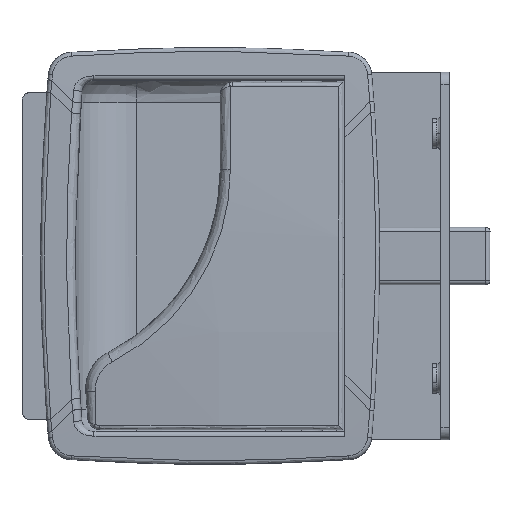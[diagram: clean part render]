
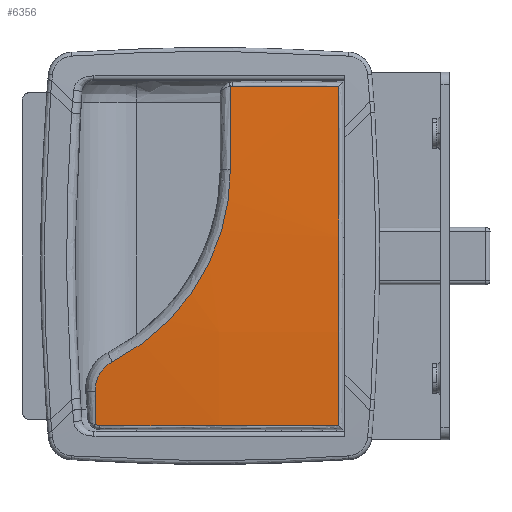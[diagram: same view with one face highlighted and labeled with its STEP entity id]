
A CAD part, front view. The second image highlights one B-rep face of the part: STEP entity #6356.
In plain terms, the highlighted free-form (B-spline) face has degree [2, 2] with [4, 4] control points.
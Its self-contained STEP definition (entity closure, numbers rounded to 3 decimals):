
#4839=CARTESIAN_POINT('',(-28.065,-31.292,-41.232));
#4840=VERTEX_POINT('',#4839);
#4861=CARTESIAN_POINT('',(-26.973,-31.332,-41.555));
#4862=VERTEX_POINT('',#4861);
#4874=CARTESIAN_POINT('',(-26.973,-31.332,-41.555));
#4875=CARTESIAN_POINT('',(-27.094,-31.325,-41.555));
#4876=CARTESIAN_POINT('',(-27.478,-31.307,-41.521));
#4877=CARTESIAN_POINT('',(-27.843,-31.296,-41.376));
#4878=CARTESIAN_POINT('',(-28.065,-31.292,-41.232));
#4879=B_SPLINE_CURVE_WITH_KNOTS('',3,(#4874,#4875,#4876,#4877,#4878),.UNSPECIFIED.,.F.,.U.,(4,1,4),(0.,0.361,1.155),.UNSPECIFIED.);
#4880=EDGE_CURVE('',#4862,#4840,#4879,.T.);
#5052=CARTESIAN_POINT('',(-28.033,-31.698,-33.109));
#5053=VERTEX_POINT('',#5052);
#5054=CARTESIAN_POINT('',(-28.065,-31.292,-41.232));
#5055=CARTESIAN_POINT('',(-28.041,-31.346,-40.264));
#5056=CARTESIAN_POINT('',(-28.006,-31.421,-38.908));
#5057=CARTESIAN_POINT('',(-27.955,-31.517,-37.051));
#5058=CARTESIAN_POINT('',(-27.946,-31.583,-35.711));
#5059=CARTESIAN_POINT('',(-27.965,-31.645,-34.36));
#5060=CARTESIAN_POINT('',(-28.011,-31.681,-33.509));
#5061=CARTESIAN_POINT('',(-28.033,-31.698,-33.109));
#5062=B_SPLINE_CURVE_WITH_KNOTS('',3,(#5054,#5055,#5056,#5057,#5058,#5059,#5060,#5061),.UNSPECIFIED.,.F.,.U.,(4,1,1,1,1,4),(0.0,0.357,0.501,0.686,0.852,1.0),.UNSPECIFIED.);
#5063=EDGE_CURVE('',#4840,#5053,#5062,.T.);
#5154=CARTESIAN_POINT('',(-23.922,-32.191,-25.893));
#5155=VERTEX_POINT('',#5154);
#5181=CARTESIAN_POINT('',(-28.033,-31.698,-33.109));
#5182=CARTESIAN_POINT('',(-28.07,-31.72,-32.56));
#5183=CARTESIAN_POINT('',(-28.022,-31.77,-31.454));
#5184=CARTESIAN_POINT('',(-27.645,-31.848,-30.052));
#5185=CARTESIAN_POINT('',(-27.078,-31.925,-28.847));
#5186=CARTESIAN_POINT('',(-26.368,-32.001,-27.8));
#5187=CARTESIAN_POINT('',(-25.318,-32.093,-26.735));
#5188=CARTESIAN_POINT('',(-24.433,-32.157,-26.152));
#5189=CARTESIAN_POINT('',(-23.922,-32.191,-25.893));
#5190=B_SPLINE_CURVE_WITH_KNOTS('',3,(#5181,#5182,#5183,#5184,#5185,#5186,#5187,#5188,#5189),.UNSPECIFIED.,.F.,.U.,(4,1,1,1,1,1,4),(0.,1.652,3.304,4.337,5.645,7.09,8.811),.UNSPECIFIED.);
#5191=EDGE_CURVE('',#5053,#5155,#5190,.T.);
#5296=CARTESIAN_POINT('',(4.976,-33.167,21.11));
#5297=VERTEX_POINT('',#5296);
#5326=CARTESIAN_POINT('',(-23.922,-32.191,-25.893));
#5327=CARTESIAN_POINT('',(-21.36,-32.358,-24.6));
#5328=CARTESIAN_POINT('',(-17.159,-32.62,-22.025));
#5329=CARTESIAN_POINT('',(-12.137,-32.903,-17.881));
#5330=CARTESIAN_POINT('',(-8.315,-33.098,-13.997));
#5331=CARTESIAN_POINT('',(-4.695,-33.261,-9.524));
#5332=CARTESIAN_POINT('',(-1.625,-33.368,-4.648));
#5333=CARTESIAN_POINT('',(0.945,-33.422,0.67));
#5334=CARTESIAN_POINT('',(2.603,-33.426,5.227));
#5335=CARTESIAN_POINT('',(3.869,-33.391,10.06));
#5336=CARTESIAN_POINT('',(4.742,-33.317,15.136));
#5337=CARTESIAN_POINT('',(4.976,-33.227,18.993));
#5338=CARTESIAN_POINT('',(4.976,-33.167,21.11));
#5339=B_SPLINE_CURVE_WITH_KNOTS('',3,(#5326,#5327,#5328,#5329,#5330,#5331,#5332,#5333,#5334,#5335,#5336,#5337,#5338),.UNSPECIFIED.,.F.,.U.,(4,1,1,1,1,1,1,1,1,1,4),(0.,8.624,14.752,19.518,24.965,32.001,36.767,42.667,46.526,51.746,58.1),.UNSPECIFIED.);
#5340=EDGE_CURVE('',#5155,#5297,#5339,.T.);
#5375=CARTESIAN_POINT('',(4.976,-32.315,41.488));
#5376=VERTEX_POINT('',#5375);
#5406=CARTESIAN_POINT('',(4.976,-33.167,21.11));
#5407=CARTESIAN_POINT('',(4.975,-32.976,27.906));
#5408=CARTESIAN_POINT('',(4.975,-32.692,34.7));
#5409=CARTESIAN_POINT('',(4.976,-32.315,41.488));
#5410=QUASI_UNIFORM_CURVE('',3,(#5406,#5407,#5408,#5409),.UNSPECIFIED.,.F.,.U.);
#5411=EDGE_CURVE('',#5297,#5376,#5410,.T.);
#5577=CARTESIAN_POINT('',(5.49,-32.316,41.555));
#5578=VERTEX_POINT('',#5577);
#5579=CARTESIAN_POINT('',(4.976,-32.315,41.488));
#5580=CARTESIAN_POINT('',(5.143,-32.314,41.533));
#5581=CARTESIAN_POINT('',(5.317,-32.315,41.556));
#5582=CARTESIAN_POINT('',(5.49,-32.316,41.555));
#5583=B_SPLINE_CURVE_WITH_KNOTS('',3,(#5579,#5580,#5581,#5582),.UNSPECIFIED.,.F.,.U.,(4,4),(0.,0.52),.UNSPECIFIED.);
#5584=EDGE_CURVE('',#5376,#5578,#5583,.T.);
#5616=CARTESIAN_POINT('',(31.526,-32.087,41.555));
#5617=VERTEX_POINT('',#5616);
#5618=CARTESIAN_POINT('',(5.49,-32.316,41.555));
#5619=CARTESIAN_POINT('',(18.51,-32.428,41.555));
#5620=CARTESIAN_POINT('',(31.526,-32.087,41.555));
#5628=(BOUNDED_CURVE()B_SPLINE_CURVE(2,(#5618,#5619,#5620),.UNSPECIFIED.,.F.,.U.)CURVE()GEOMETRIC_REPRESENTATION_ITEM()QUASI_UNIFORM_CURVE()RATIONAL_B_SPLINE_CURVE((1.0,1.,1.0))REPRESENTATION_ITEM(''));
#5629=EDGE_CURVE('',#5578,#5617,#5628,.T.);
#5713=CARTESIAN_POINT('',(31.526,-32.087,-41.555));
#5714=VERTEX_POINT('',#5713);
#5746=CARTESIAN_POINT('',(31.526,-32.087,-41.555));
#5747=CARTESIAN_POINT('',(2.262,-32.854,-41.555));
#5748=CARTESIAN_POINT('',(-26.973,-31.332,-41.555));
#5756=(BOUNDED_CURVE()B_SPLINE_CURVE(2,(#5746,#5747,#5748),.UNSPECIFIED.,.F.,.U.)CURVE()GEOMETRIC_REPRESENTATION_ITEM()QUASI_UNIFORM_CURVE()RATIONAL_B_SPLINE_CURVE((1.0,0.999,1.0))REPRESENTATION_ITEM(''));
#5757=EDGE_CURVE('',#5714,#4862,#5756,.T.);
#5808=CARTESIAN_POINT('',(31.526,-32.087,41.555));
#5809=CARTESIAN_POINT('',(31.526,-34.396,0.));
#5810=CARTESIAN_POINT('',(31.526,-32.087,-41.555));
#5818=(BOUNDED_CURVE()B_SPLINE_CURVE(2,(#5808,#5809,#5810),.UNSPECIFIED.,.F.,.U.)CURVE()GEOMETRIC_REPRESENTATION_ITEM()QUASI_UNIFORM_CURVE()RATIONAL_B_SPLINE_CURVE((1.0,0.998,1.0))REPRESENTATION_ITEM(''));
#5819=EDGE_CURVE('',#5617,#5714,#5818,.T.);
#6321=CARTESIAN_POINT('',(-31.032,-30.868,-45.694));
#6322=CARTESIAN_POINT('',(-14.397,-31.822,-45.732));
#6323=CARTESIAN_POINT('',(18.392,-32.246,-45.742));
#6324=CARTESIAN_POINT('',(34.515,-31.76,-45.717));
#6325=CARTESIAN_POINT('',(-31.05,-31.697,-32.118));
#6326=CARTESIAN_POINT('',(-14.409,-32.653,-32.148));
#6327=CARTESIAN_POINT('',(18.391,-33.076,-32.159));
#6328=CARTESIAN_POINT('',(34.519,-32.59,-32.14));
#6329=CARTESIAN_POINT('',(-31.05,-32.83,13.622));
#6330=CARTESIAN_POINT('',(-14.409,-33.786,13.614));
#6331=CARTESIAN_POINT('',(18.391,-34.209,13.604));
#6332=CARTESIAN_POINT('',(34.519,-33.723,13.601));
#6333=CARTESIAN_POINT('',(-30.953,-30.871,45.714));
#6334=CARTESIAN_POINT('',(-14.343,-31.824,45.722));
#6335=CARTESIAN_POINT('',(18.397,-32.247,45.712));
#6336=CARTESIAN_POINT('',(34.495,-31.762,45.694));
#6344=(BOUNDED_SURFACE()B_SPLINE_SURFACE(2,2,((#6321,#6325,#6329,#6333),(#6322,#6326,#6330,#6334),(#6323,#6327,#6331,#6335),(#6324,#6328,#6332,#6336)),.UNSPECIFIED.,.F.,.F.,.U.)B_SPLINE_SURFACE_WITH_KNOTS((3,1,3),(3,1,3),(14.889,48.208,80.463),(20.778,47.982,112.285),.UNSPECIFIED.)GEOMETRIC_REPRESENTATION_ITEM()RATIONAL_B_SPLINE_SURFACE(((1.001,1.,1.,1.002),(1.,1.0,1.0,1.002),(1.,1.0,1.0,1.002),(1.001,1.,1.,1.002)))REPRESENTATION_ITEM('')SURFACE());
#6345=ORIENTED_EDGE('',*,*,#5757,.F.);
#6346=ORIENTED_EDGE('',*,*,#5819,.F.);
#6347=ORIENTED_EDGE('',*,*,#5629,.F.);
#6348=ORIENTED_EDGE('',*,*,#5584,.F.);
#6349=ORIENTED_EDGE('',*,*,#5411,.F.);
#6350=ORIENTED_EDGE('',*,*,#5340,.F.);
#6351=ORIENTED_EDGE('',*,*,#5191,.F.);
#6352=ORIENTED_EDGE('',*,*,#5063,.F.);
#6353=ORIENTED_EDGE('',*,*,#4880,.F.);
#6354=EDGE_LOOP('',(#6345,#6346,#6347,#6348,#6349,#6350,#6351,#6352,#6353));
#6355=FACE_OUTER_BOUND('',#6354,.T.);
#6356=ADVANCED_FACE('',(#6355),#6344,.T.);
